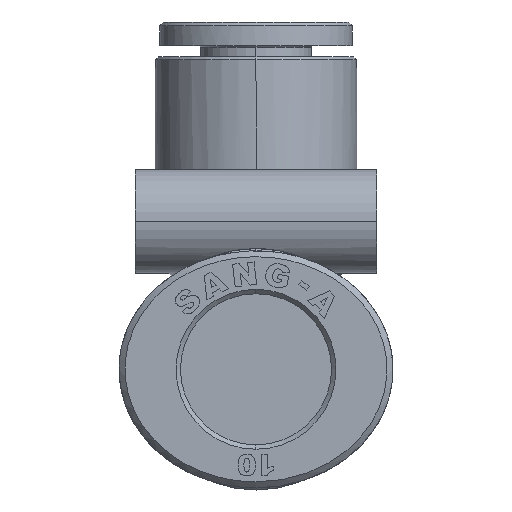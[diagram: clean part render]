
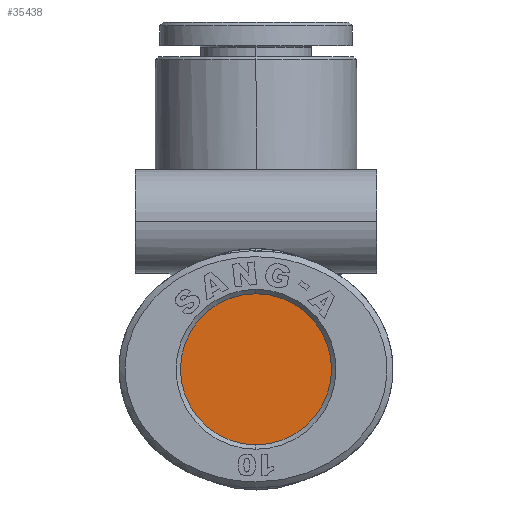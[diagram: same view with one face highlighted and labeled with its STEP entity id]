
A CAD part, left-side view. The second image highlights one B-rep face of the part: STEP entity #35438.
In plain terms, the highlighted face is planar.
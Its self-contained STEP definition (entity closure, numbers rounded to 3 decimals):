
#1189=CARTESIAN_POINT('',(-3.633,0.,-5.1));
#1190=VERTEX_POINT('',#1189);
#1199=CARTESIAN_POINT('',(-3.633,0.,5.1));
#1200=VERTEX_POINT('',#1199);
#1201=CARTESIAN_POINT('',(-3.633,0.,0.));
#1202=DIRECTION('',(-1.0,0.0,0.0));
#1203=DIRECTION('',(0.0,0.0,-1.0));
#1204=AXIS2_PLACEMENT_3D('',#1201,#1202,#1203);
#1205=CIRCLE('',#1204,5.1);
#1206=EDGE_CURVE('',#1190,#1200,#1205,.T.);
#35419=CARTESIAN_POINT('',(-3.633,0.,0.));
#35420=DIRECTION('',(-1.0,0.0,0.0));
#35421=DIRECTION('',(0.0,0.0,-1.0));
#35422=AXIS2_PLACEMENT_3D('',#35419,#35420,#35421);
#35423=CIRCLE('',#35422,5.1);
#35424=EDGE_CURVE('',#1200,#1190,#35423,.T.);
#35429=CARTESIAN_POINT('',(-3.633,0.,0.));
#35430=DIRECTION('',(-1.0,0.0,0.0));
#35431=DIRECTION('',(0.0,0.0,-1.0));
#35432=AXIS2_PLACEMENT_3D('',#35429,#35430,#35431);
#35433=PLANE('',#35432);
#35434=ORIENTED_EDGE('',*,*,#1206,.F.);
#35435=ORIENTED_EDGE('',*,*,#35424,.F.);
#35436=EDGE_LOOP('',(#35434,#35435));
#35437=FACE_OUTER_BOUND('',#35436,.T.);
#35438=ADVANCED_FACE('',(#35437),#35433,.F.);
